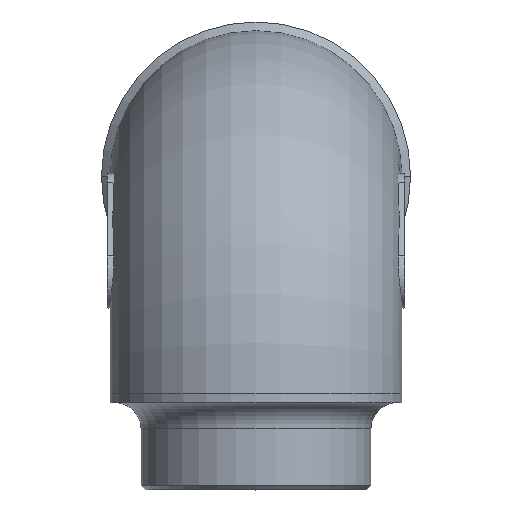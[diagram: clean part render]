
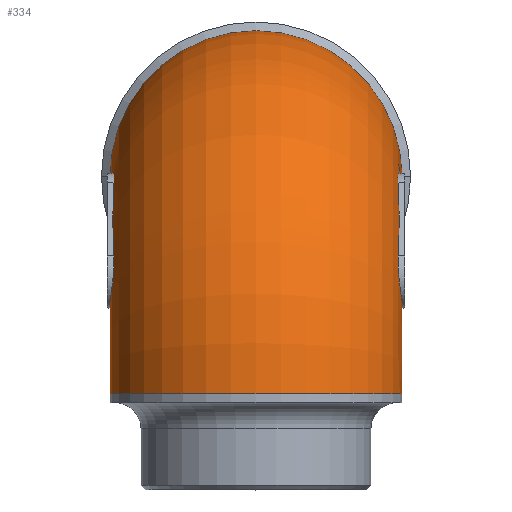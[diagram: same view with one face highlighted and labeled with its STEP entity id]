
A CAD part, top view. The second image highlights one B-rep face of the part: STEP entity #334.
In plain terms, the highlighted toroidal (fillet/blend) face has major radius 25 mm and minor radius 16.75 mm.
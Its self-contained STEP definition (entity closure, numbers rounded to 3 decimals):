
#134=CARTESIAN_POINT('Vertex',(16.75,-25.,33.)) ;
#139=CARTESIAN_POINT('Axis2P3D Location',(0.,-25.,33.)) ;
#143=CARTESIAN_POINT('Vertex',(-16.75,-25.,33.)) ;
#206=CARTESIAN_POINT('Axis2P3D Location',(0.,-25.,8.)) ;
#211=CARTESIAN_POINT('Axis2P3D Location',(16.75,-25.,8.)) ;
#215=CARTESIAN_POINT('Vertex',(16.75,-14.87,30.856)) ;
#219=CARTESIAN_POINT('Control Point',(16.322,-9.156,32.005)) ;
#220=CARTESIAN_POINT('Control Point',(16.292,-9.612,32.461)) ;
#221=CARTESIAN_POINT('Control Point',(16.29,-10.178,32.817)) ;
#222=CARTESIAN_POINT('Control Point',(16.326,-10.819,33.026)) ;
#223=CARTESIAN_POINT('Control Point',(16.457,-12.249,33.148)) ;
#224=CARTESIAN_POINT('Control Point',(16.63,-13.54,32.604)) ;
#225=CARTESIAN_POINT('Control Point',(16.71,-14.14,32.135)) ;
#226=CARTESIAN_POINT('Control Point',(16.75,-14.593,31.531)) ;
#227=CARTESIAN_POINT('Control Point',(16.75,-14.87,30.856)) ;
#228=CARTESIAN_POINT('Vertex',(16.322,-9.156,32.005)) ;
#232=CARTESIAN_POINT('Control Point',(16.3,-0.67,23.519)) ;
#233=CARTESIAN_POINT('Control Point',(16.453,-2.799,25.649)) ;
#234=CARTESIAN_POINT('Control Point',(16.475,-4.914,27.763)) ;
#235=CARTESIAN_POINT('Control Point',(16.461,-7.028,29.877)) ;
#236=CARTESIAN_POINT('Control Point',(16.322,-9.156,32.005)) ;
#237=CARTESIAN_POINT('Vertex',(16.3,-0.67,23.519)) ;
#241=CARTESIAN_POINT('Control Point',(16.3,-0.67,23.519)) ;
#242=CARTESIAN_POINT('Control Point',(16.267,-0.215,23.064)) ;
#243=CARTESIAN_POINT('Control Point',(16.262,0.14,22.5)) ;
#244=CARTESIAN_POINT('Control Point',(16.296,0.351,21.858)) ;
#245=CARTESIAN_POINT('Control Point',(16.431,0.477,20.39)) ;
#246=CARTESIAN_POINT('Control Point',(16.617,-0.099,19.07)) ;
#247=CARTESIAN_POINT('Control Point',(16.707,-0.605,18.452)) ;
#248=CARTESIAN_POINT('Control Point',(16.75,-1.257,18.)) ;
#249=CARTESIAN_POINT('Control Point',(16.75,-1.978,17.745)) ;
#250=CARTESIAN_POINT('Vertex',(16.75,-1.978,17.745)) ;
#253=CARTESIAN_POINT('Axis2P3D Location',(16.75,-25.,8.)) ;
#257=CARTESIAN_POINT('Vertex',(16.75,0.,8.)) ;
#260=CARTESIAN_POINT('Axis2P3D Location',(0.,0.,8.)) ;
#264=CARTESIAN_POINT('Vertex',(-16.75,0.,8.)) ;
#267=CARTESIAN_POINT('Axis2P3D Location',(-16.75,-25.,8.)) ;
#271=CARTESIAN_POINT('Vertex',(-16.75,-1.978,17.745)) ;
#275=CARTESIAN_POINT('Control Point',(-16.3,-0.67,23.519)) ;
#276=CARTESIAN_POINT('Control Point',(-16.277,-0.36,23.209)) ;
#277=CARTESIAN_POINT('Control Point',(-16.268,-0.095,22.847)) ;
#278=CARTESIAN_POINT('Control Point',(-16.275,0.109,22.444)) ;
#279=CARTESIAN_POINT('Control Point',(-16.324,0.413,21.491)) ;
#280=CARTESIAN_POINT('Control Point',(-16.428,0.376,20.513)) ;
#281=CARTESIAN_POINT('Control Point',(-16.494,0.253,19.994)) ;
#282=CARTESIAN_POINT('Control Point',(-16.615,-0.141,19.094)) ;
#283=CARTESIAN_POINT('Control Point',(-16.705,-0.798,18.39)) ;
#284=CARTESIAN_POINT('Control Point',(-16.735,-1.158,18.111)) ;
#285=CARTESIAN_POINT('Control Point',(-16.75,-1.556,17.894)) ;
#286=CARTESIAN_POINT('Control Point',(-16.75,-1.978,17.745)) ;
#287=CARTESIAN_POINT('Vertex',(-16.3,-0.67,23.519)) ;
#291=CARTESIAN_POINT('Control Point',(-16.3,-0.67,23.519)) ;
#292=CARTESIAN_POINT('Control Point',(-16.454,-2.803,25.652)) ;
#293=CARTESIAN_POINT('Control Point',(-16.475,-4.915,27.764)) ;
#294=CARTESIAN_POINT('Control Point',(-16.461,-7.025,29.874)) ;
#295=CARTESIAN_POINT('Control Point',(-16.322,-9.156,32.005)) ;
#296=CARTESIAN_POINT('Vertex',(-16.322,-9.156,32.005)) ;
#300=CARTESIAN_POINT('Control Point',(-16.322,-9.156,32.005)) ;
#301=CARTESIAN_POINT('Control Point',(-16.302,-9.458,32.308)) ;
#302=CARTESIAN_POINT('Control Point',(-16.295,-9.81,32.567)) ;
#303=CARTESIAN_POINT('Control Point',(-16.302,-10.2,32.768)) ;
#304=CARTESIAN_POINT('Control Point',(-16.35,-11.133,33.078)) ;
#305=CARTESIAN_POINT('Control Point',(-16.449,-12.094,33.059)) ;
#306=CARTESIAN_POINT('Control Point',(-16.512,-12.611,32.948)) ;
#307=CARTESIAN_POINT('Control Point',(-16.625,-13.498,32.582)) ;
#308=CARTESIAN_POINT('Control Point',(-16.708,-14.203,31.961)) ;
#309=CARTESIAN_POINT('Control Point',(-16.736,-14.483,31.626)) ;
#310=CARTESIAN_POINT('Control Point',(-16.75,-14.707,31.253)) ;
#311=CARTESIAN_POINT('Control Point',(-16.75,-14.87,30.856)) ;
#312=CARTESIAN_POINT('Vertex',(-16.75,-14.87,30.856)) ;
#315=CARTESIAN_POINT('Axis2P3D Location',(-16.75,-25.,8.)) ;
#140=DIRECTION('Axis2P3D Direction',(0.,-1.,0.)) ;
#207=DIRECTION('Axis2P3D Direction',(1.,0.,0.)) ;
#208=DIRECTION('Axis2P3D XDirection',(0.,1.,0.)) ;
#212=DIRECTION('Axis2P3D Direction',(1.,0.,0.)) ;
#254=DIRECTION('Axis2P3D Direction',(1.,0.,0.)) ;
#261=DIRECTION('Axis2P3D Direction',(0.,0.,-1.)) ;
#268=DIRECTION('Axis2P3D Direction',(1.,0.,0.)) ;
#316=DIRECTION('Axis2P3D Direction',(1.,0.,0.)) ;
#141=AXIS2_PLACEMENT_3D('Circle Axis2P3D',#139,#140,$) ;
#209=AXIS2_PLACEMENT_3D('Torus Axis2P3D',#206,#207,#208) ;
#213=AXIS2_PLACEMENT_3D('Circle Axis2P3D',#211,#212,$) ;
#255=AXIS2_PLACEMENT_3D('Circle Axis2P3D',#253,#254,$) ;
#262=AXIS2_PLACEMENT_3D('Circle Axis2P3D',#260,#261,$) ;
#269=AXIS2_PLACEMENT_3D('Circle Axis2P3D',#267,#268,$) ;
#317=AXIS2_PLACEMENT_3D('Circle Axis2P3D',#315,#316,$) ;
#321=ORIENTED_EDGE('',*,*,#145,.T.) ;
#322=ORIENTED_EDGE('',*,*,#217,.F.) ;
#323=ORIENTED_EDGE('',*,*,#230,.F.) ;
#324=ORIENTED_EDGE('',*,*,#239,.F.) ;
#325=ORIENTED_EDGE('',*,*,#252,.T.) ;
#326=ORIENTED_EDGE('',*,*,#259,.F.) ;
#327=ORIENTED_EDGE('',*,*,#266,.F.) ;
#328=ORIENTED_EDGE('',*,*,#273,.T.) ;
#329=ORIENTED_EDGE('',*,*,#289,.F.) ;
#330=ORIENTED_EDGE('',*,*,#298,.T.) ;
#331=ORIENTED_EDGE('',*,*,#314,.T.) ;
#332=ORIENTED_EDGE('',*,*,#319,.T.) ;
#334=ADVANCED_FACE('Corps principal',(#333),#210,.T.) ;
#218=B_SPLINE_CURVE_WITH_KNOTS('',5,(#219,#220,#221,#222,#223,#224,#225,#226,#227),.UNSPECIFIED.,.F.,.U.,(6,3,6),(0.,4.291,9.456),.UNSPECIFIED.) ;
#231=B_SPLINE_CURVE_WITH_KNOTS('',4,(#232,#233,#234,#235,#236),.UNSPECIFIED.,.F.,.U.,(5,5),(0.,16.012),.UNSPECIFIED.) ;
#240=B_SPLINE_CURVE_WITH_KNOTS('',5,(#241,#242,#243,#244,#245,#246,#247,#248,#249),.UNSPECIFIED.,.F.,.U.,(6,3,6),(0.,4.278,9.686),.UNSPECIFIED.) ;
#274=B_SPLINE_CURVE_WITH_KNOTS('',5,(#275,#276,#277,#278,#279,#280,#281,#282,#283,#284,#285,#286),.UNSPECIFIED.,.F.,.U.,(6,3,3,6),(0.,3.493,7.846,11.722),.UNSPECIFIED.) ;
#290=B_SPLINE_CURVE_WITH_KNOTS('',4,(#291,#292,#293,#294,#295),.UNSPECIFIED.,.F.,.U.,(5,5),(0.,19.197),.UNSPECIFIED.) ;
#299=B_SPLINE_CURVE_WITH_KNOTS('',5,(#300,#301,#302,#303,#304,#305,#306,#307,#308,#309,#310,#311),.UNSPECIFIED.,.F.,.U.,(6,3,3,6),(0.,3.411,7.725,11.447),.UNSPECIFIED.) ;
#142=CIRCLE('generated circle',#141,16.75) ;
#214=CIRCLE('generated circle',#213,25.) ;
#256=CIRCLE('generated circle',#255,25.) ;
#263=CIRCLE('generated circle',#262,16.75) ;
#270=CIRCLE('generated circle',#269,25.) ;
#318=CIRCLE('generated circle',#317,25.) ;
#210=TOROIDAL_SURFACE('homeo Torus',#209,25.,16.75) ;
#145=EDGE_CURVE('',#144,#135,#142,.F.) ;
#217=EDGE_CURVE('',#216,#135,#214,.T.) ;
#230=EDGE_CURVE('',#229,#216,#218,.T.) ;
#239=EDGE_CURVE('',#238,#229,#231,.T.) ;
#252=EDGE_CURVE('',#238,#251,#240,.T.) ;
#259=EDGE_CURVE('',#258,#251,#256,.T.) ;
#266=EDGE_CURVE('',#265,#258,#263,.T.) ;
#273=EDGE_CURVE('',#265,#272,#270,.T.) ;
#289=EDGE_CURVE('',#288,#272,#274,.T.) ;
#298=EDGE_CURVE('',#288,#297,#290,.T.) ;
#314=EDGE_CURVE('',#297,#313,#299,.T.) ;
#319=EDGE_CURVE('',#313,#144,#318,.T.) ;
#320=EDGE_LOOP('',(#321,#322,#323,#324,#325,#326,#327,#328,#329,#330,#331,#332)) ;
#333=FACE_OUTER_BOUND('',#320,.T.) ;
#135=VERTEX_POINT('',#134) ;
#144=VERTEX_POINT('',#143) ;
#216=VERTEX_POINT('',#215) ;
#229=VERTEX_POINT('',#228) ;
#238=VERTEX_POINT('',#237) ;
#251=VERTEX_POINT('',#250) ;
#258=VERTEX_POINT('',#257) ;
#265=VERTEX_POINT('',#264) ;
#272=VERTEX_POINT('',#271) ;
#288=VERTEX_POINT('',#287) ;
#297=VERTEX_POINT('',#296) ;
#313=VERTEX_POINT('',#312) ;
